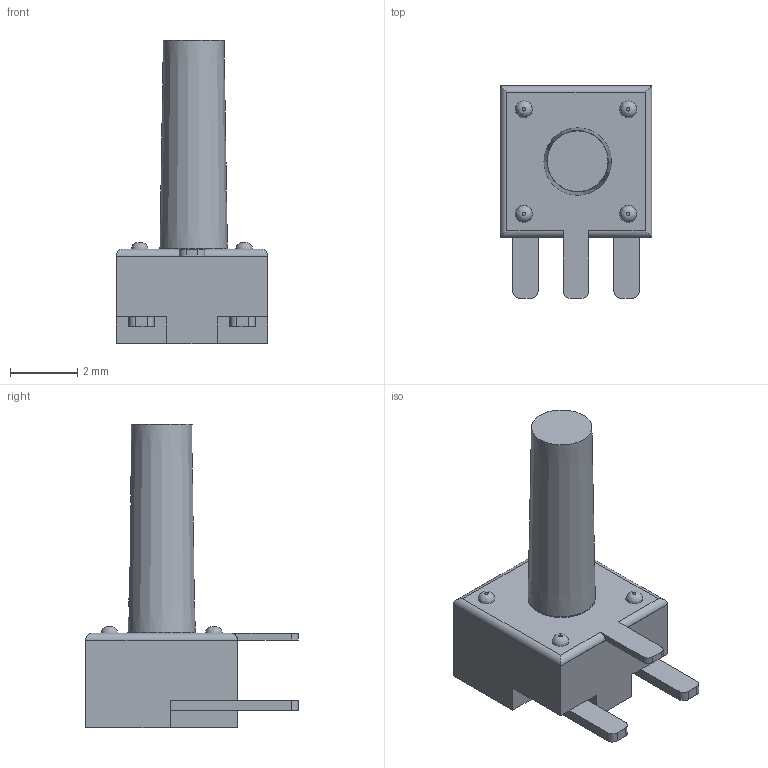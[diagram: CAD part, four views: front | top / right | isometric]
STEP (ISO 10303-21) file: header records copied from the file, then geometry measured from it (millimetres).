
FILE_DESCRIPTION(/* description */ (''),/* implementation_level */ '2;1');
FILE_NAME(/* name */ 'tacticle switch 3p v2.step',/* time_stamp */ '2018-09-05T14:27:03+07:00',/* author */ ('lukman.baidhowi'),/* organization */ (''),/* preprocessor_version */ 'ST-DEVELOPER v17.2',/* originating_system */ 'Autodesk Translation Framework v7.6.0.251',/* authorisation */ '');
FILE_SCHEMA (('AUTOMOTIVE_DESIGN { 1 0 10303 214 3 1 1 }'));
Length unit declared in the file: millimetre
Products named in the file (6): tacticle switch 3p; Component1; Component2; Component3; Component4; Component5
Assembly tree (5 placements, depth 2):
  tacticle switch 3p
    Component1
    Component2
    Component3
    Component4
    Component5
Bounding box: 4.5 x 6.3 x 9 mm (x, y, z)
Volume: 71.4 mm3; surface area: 194.9 mm2
Topology: 9 solids, 9 shells, 56 faces, 113 edges, 75 vertices
Faces by surface type: plane 39, cylinder 12, bspline 4, cone 1
Full cylindrical faces by diameter (mm): 2 x1
Entity records: 1759 total; most frequent: CARTESIAN_POINT 360, DIRECTION 274, ORIENTED_EDGE 226, EDGE_CURVE 113, AXIS2_PLACEMENT_3D 97, LINE 80, VECTOR 80, VERTEX_POINT 75
